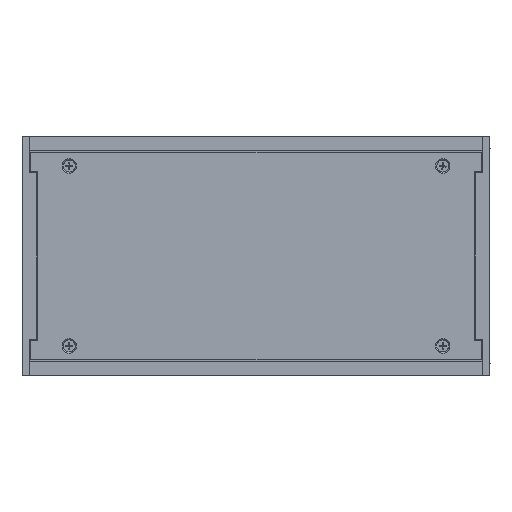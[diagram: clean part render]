
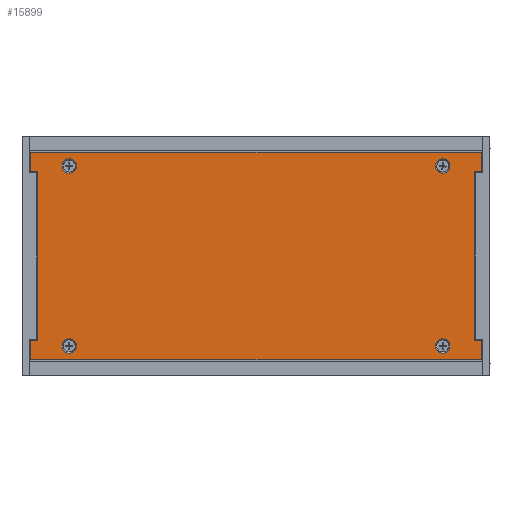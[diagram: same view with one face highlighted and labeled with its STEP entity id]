
A CAD part, left-side view. The second image highlights one B-rep face of the part: STEP entity #15899.
In plain terms, the highlighted planar face has unit normal (-1, 0, 0).
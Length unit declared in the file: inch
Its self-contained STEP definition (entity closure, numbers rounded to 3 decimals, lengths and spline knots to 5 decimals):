
#152 = CARTESIAN_POINT ( 'NONE',  ( -1.02759, -0.159, 0.27953 ) ) ;
#185 = DIRECTION ( 'NONE',  ( 0., 0., -1. ) ) ;
#457 = CARTESIAN_POINT ( 'NONE',  ( -1.02759, 0.52397, 0.52756 ) ) ;
#526 = EDGE_CURVE ( 'NONE', #13992, #13992, #24517, .T. ) ;
#759 = LINE ( 'NONE', #9119, #25288 ) ;
#788 = EDGE_CURVE ( 'NONE', #19619, #9955, #8697, .T. ) ;
#937 = VECTOR ( 'NONE', #19359, 39.37008 ) ;
#1049 = EDGE_CURVE ( 'NONE', #21997, #19619, #14576, .T. ) ;
#1085 = ORIENTED_EDGE ( 'NONE', *, *, #1567, .F. ) ;
#1183 = EDGE_CURVE ( 'NONE', #7659, #20756, #19329, .T. ) ;
#1269 = DIRECTION ( 'NONE',  ( 0., 1., 0. ) ) ;
#1379 = CARTESIAN_POINT ( 'NONE',  ( -1.02759, 7.14897, 0.39961 ) ) ;
#1487 = DIRECTION ( 'NONE',  ( 0., 0., -1. ) ) ;
#1567 = EDGE_CURVE ( 'NONE', #14381, #21997, #3376, .T. ) ;
#2033 = VECTOR ( 'NONE', #1269, 39.37008 ) ;
#2249 = DIRECTION ( 'NONE',  ( 1., 0., 0. ) ) ;
#2314 = ORIENTED_EDGE ( 'NONE', *, *, #13856, .F. ) ;
#2707 = VECTOR ( 'NONE', #11737, 39.37008 ) ;
#3040 = CARTESIAN_POINT ( 'NONE',  ( -1.02759, 7.83194, 0.62008 ) ) ;
#3308 = VERTEX_POINT ( 'NONE', #13612 ) ;
#3376 = LINE ( 'NONE', #7752, #2707 ) ;
#3388 = PLANE ( 'NONE',  #23472 ) ;
#3550 = VECTOR ( 'NONE', #19591, 39.37008 ) ;
#4013 = AXIS2_PLACEMENT_3D ( 'NONE', #457, #2249, #185 ) ;
#4146 = DIRECTION ( 'NONE',  ( 0., 0., -1. ) ) ;
#4261 = CARTESIAN_POINT ( 'NONE',  ( -1.02759, 7.83194, 0.27953 ) ) ;
#4285 = VECTOR ( 'NONE', #12471, 39.37008 ) ;
#4348 = AXIS2_PLACEMENT_3D ( 'NONE', #16413, #12164, #1487 ) ;
#4518 = VERTEX_POINT ( 'NONE', #7179 ) ;
#4677 = CARTESIAN_POINT ( 'NONE',  ( -1.02759, 7.70694, 3.62598 ) ) ;
#5080 = VECTOR ( 'NONE', #25925, 39.37008 ) ;
#5276 = CARTESIAN_POINT ( 'NONE',  ( -1.02759, 7.14897, 0.52756 ) ) ;
#5482 = CARTESIAN_POINT ( 'NONE',  ( -1.02759, -0.034, 3.62598 ) ) ;
#5582 = FACE_BOUND ( 'NONE', #21044, .T. ) ;
#5595 = DIRECTION ( 'NONE',  ( 0., 0., -1. ) ) ;
#6177 = LINE ( 'NONE', #4261, #4285 ) ;
#6489 = EDGE_CURVE ( 'NONE', #4518, #11035, #24132, .T. ) ;
#6527 = VECTOR ( 'NONE', #15343, 39.37008 ) ;
#6680 = VERTEX_POINT ( 'NONE', #24816 ) ;
#6976 = CARTESIAN_POINT ( 'NONE',  ( -1.02759, 7.83194, 3.62598 ) ) ;
#7179 = CARTESIAN_POINT ( 'NONE',  ( -1.02759, 7.83194, 3.96654 ) ) ;
#7618 = EDGE_CURVE ( 'NONE', #18592, #15307, #6177, .T. ) ;
#7659 = VERTEX_POINT ( 'NONE', #23558 ) ;
#7740 = EDGE_CURVE ( 'NONE', #22272, #18592, #8778, .T. ) ;
#7752 = CARTESIAN_POINT ( 'NONE',  ( -1.02759, -0.159, 3.62598 ) ) ;
#7753 = ORIENTED_EDGE ( 'NONE', *, *, #526, .T. ) ;
#7868 = DIRECTION ( 'NONE',  ( 0., 0., -1. ) ) ;
#8115 = EDGE_CURVE ( 'NONE', #9955, #22272, #759, .T. ) ;
#8213 = VERTEX_POINT ( 'NONE', #10289 ) ;
#8451 = EDGE_CURVE ( 'NONE', #11035, #14381, #11633, .T. ) ;
#8697 = LINE ( 'NONE', #25666, #937 ) ;
#8709 = ORIENTED_EDGE ( 'NONE', *, *, #13924, .F. ) ;
#8778 = LINE ( 'NONE', #152, #16523 ) ;
#9036 = LINE ( 'NONE', #6976, #6527 ) ;
#9119 = CARTESIAN_POINT ( 'NONE',  ( -1.02759, -0.159, 0.62008 ) ) ;
#9166 = EDGE_LOOP ( 'NONE', ( #10118 ) ) ;
#9441 = EDGE_CURVE ( 'NONE', #8213, #8213, #12648, .T. ) ;
#9955 = VERTEX_POINT ( 'NONE', #19701 ) ;
#10118 = ORIENTED_EDGE ( 'NONE', *, *, #23102, .T. ) ;
#10289 = CARTESIAN_POINT ( 'NONE',  ( -1.02759, 0.52397, 3.59055 ) ) ;
#10445 = CARTESIAN_POINT ( 'NONE',  ( -1.02759, -0.034, 0.62008 ) ) ;
#11035 = VERTEX_POINT ( 'NONE', #20852 ) ;
#11326 = ORIENTED_EDGE ( 'NONE', *, *, #23521, .T. ) ;
#11490 = FACE_OUTER_BOUND ( 'NONE', #15594, .T. ) ;
#11618 = FACE_BOUND ( 'NONE', #9166, .T. ) ;
#11633 = LINE ( 'NONE', #22023, #20011 ) ;
#11669 = CARTESIAN_POINT ( 'NONE',  ( -1.02759, 7.70694, 3.62598 ) ) ;
#11737 = DIRECTION ( 'NONE',  ( 0., 1., 0. ) ) ;
#11749 = CARTESIAN_POINT ( 'NONE',  ( -1.02759, 3.83647, 2.12303 ) ) ;
#11995 = CARTESIAN_POINT ( 'NONE',  ( -1.02759, -0.159, 3.62598 ) ) ;
#12164 = DIRECTION ( 'NONE',  ( 1., 0., 0. ) ) ;
#12176 = ORIENTED_EDGE ( 'NONE', *, *, #6489, .F. ) ;
#12313 = EDGE_LOOP ( 'NONE', ( #7753 ) ) ;
#12471 = DIRECTION ( 'NONE',  ( 0., 0., 1. ) ) ;
#12648 = CIRCLE ( 'NONE', #4348, 0.12795 ) ;
#13175 = CARTESIAN_POINT ( 'NONE',  ( -1.02759, 7.70694, 0.62008 ) ) ;
#13473 = CARTESIAN_POINT ( 'NONE',  ( -1.02759, 7.14897, 3.59055 ) ) ;
#13612 = CARTESIAN_POINT ( 'NONE',  ( -1.02759, 0.52397, 0.39961 ) ) ;
#13856 = EDGE_CURVE ( 'NONE', #15307, #7659, #22194, .T. ) ;
#13924 = EDGE_CURVE ( 'NONE', #20756, #6680, #21795, .T. ) ;
#13959 = DIRECTION ( 'NONE',  ( 1., 0., 0. ) ) ;
#13992 = VERTEX_POINT ( 'NONE', #1379 ) ;
#14381 = VERTEX_POINT ( 'NONE', #11995 ) ;
#14576 = LINE ( 'NONE', #22910, #25408 ) ;
#14950 = AXIS2_PLACEMENT_3D ( 'NONE', #21309, #17117, #25451 ) ;
#14973 = CIRCLE ( 'NONE', #4013, 0.12795 ) ;
#15096 = ORIENTED_EDGE ( 'NONE', *, *, #788, .F. ) ;
#15307 = VERTEX_POINT ( 'NONE', #18333 ) ;
#15343 = DIRECTION ( 'NONE',  ( 0., 0., 1. ) ) ;
#15594 = EDGE_LOOP ( 'NONE', ( #22653, #15096, #22969, #1085, #17128, #12176, #23066, #8709, #19875, #2314, #25981, #19406 ) ) ;
#15876 = FACE_BOUND ( 'NONE', #12313, .T. ) ;
#15899 = ADVANCED_FACE ( 'NONE', ( #24341, #15876, #11618, #5582, #11490 ), #3388, .F. ) ;
#16062 = CARTESIAN_POINT ( 'NONE',  ( -1.02759, 7.83194, 3.96654 ) ) ;
#16413 = CARTESIAN_POINT ( 'NONE',  ( -1.02759, 0.52397, 3.7185 ) ) ;
#16446 = CARTESIAN_POINT ( 'NONE',  ( -1.02759, 7.83194, 0.27953 ) ) ;
#16523 = VECTOR ( 'NONE', #21484, 39.37008 ) ;
#17117 = DIRECTION ( 'NONE',  ( 1., 0., 0. ) ) ;
#17128 = ORIENTED_EDGE ( 'NONE', *, *, #8451, .F. ) ;
#18333 = CARTESIAN_POINT ( 'NONE',  ( -1.02759, 7.83194, 0.62008 ) ) ;
#18592 = VERTEX_POINT ( 'NONE', #16446 ) ;
#18855 = EDGE_CURVE ( 'NONE', #6680, #4518, #9036, .T. ) ;
#19135 = EDGE_LOOP ( 'NONE', ( #11326 ) ) ;
#19329 = LINE ( 'NONE', #13175, #3550 ) ;
#19330 = ORIENTED_EDGE ( 'NONE', *, *, #9441, .T. ) ;
#19359 = DIRECTION ( 'NONE',  ( 0., -1., 0. ) ) ;
#19406 = ORIENTED_EDGE ( 'NONE', *, *, #7740, .F. ) ;
#19591 = DIRECTION ( 'NONE',  ( 0., 0., 1. ) ) ;
#19619 = VERTEX_POINT ( 'NONE', #10445 ) ;
#19635 = DIRECTION ( 'NONE',  ( 0., 0., -1. ) ) ;
#19701 = CARTESIAN_POINT ( 'NONE',  ( -1.02759, -0.159, 0.62008 ) ) ;
#19875 = ORIENTED_EDGE ( 'NONE', *, *, #1183, .F. ) ;
#20011 = VECTOR ( 'NONE', #5595, 39.37008 ) ;
#20756 = VERTEX_POINT ( 'NONE', #4677 ) ;
#20835 = VECTOR ( 'NONE', #22345, 39.37008 ) ;
#20852 = CARTESIAN_POINT ( 'NONE',  ( -1.02759, -0.159, 3.96654 ) ) ;
#21044 = EDGE_LOOP ( 'NONE', ( #19330 ) ) ;
#21309 = CARTESIAN_POINT ( 'NONE',  ( -1.02759, 7.14897, 3.7185 ) ) ;
#21484 = DIRECTION ( 'NONE',  ( 0., 1., 0. ) ) ;
#21745 = DIRECTION ( 'NONE',  ( 0., -1., 0. ) ) ;
#21795 = LINE ( 'NONE', #11669, #2033 ) ;
#21926 = CARTESIAN_POINT ( 'NONE',  ( -1.02759, -0.159, 0.27953 ) ) ;
#21997 = VERTEX_POINT ( 'NONE', #5482 ) ;
#22023 = CARTESIAN_POINT ( 'NONE',  ( -1.02759, -0.159, 3.96654 ) ) ;
#22194 = LINE ( 'NONE', #3040, #5080 ) ;
#22272 = VERTEX_POINT ( 'NONE', #21926 ) ;
#22345 = DIRECTION ( 'NONE',  ( 0., -1., 0. ) ) ;
#22653 = ORIENTED_EDGE ( 'NONE', *, *, #8115, .F. ) ;
#22910 = CARTESIAN_POINT ( 'NONE',  ( -1.02759, -0.034, 3.62598 ) ) ;
#22969 = ORIENTED_EDGE ( 'NONE', *, *, #1049, .F. ) ;
#23066 = ORIENTED_EDGE ( 'NONE', *, *, #18855, .F. ) ;
#23102 = EDGE_CURVE ( 'NONE', #23868, #23868, #23251, .T. ) ;
#23227 = AXIS2_PLACEMENT_3D ( 'NONE', #5276, #26641, #7868 ) ;
#23251 = CIRCLE ( 'NONE', #14950, 0.12795 ) ;
#23472 = AXIS2_PLACEMENT_3D ( 'NONE', #11749, #13959, #21745 ) ;
#23521 = EDGE_CURVE ( 'NONE', #3308, #3308, #14973, .T. ) ;
#23558 = CARTESIAN_POINT ( 'NONE',  ( -1.02759, 7.70694, 0.62008 ) ) ;
#23868 = VERTEX_POINT ( 'NONE', #13473 ) ;
#24132 = LINE ( 'NONE', #16062, #20835 ) ;
#24341 = FACE_BOUND ( 'NONE', #19135, .T. ) ;
#24517 = CIRCLE ( 'NONE', #23227, 0.12795 ) ;
#24816 = CARTESIAN_POINT ( 'NONE',  ( -1.02759, 7.83194, 3.62598 ) ) ;
#25288 = VECTOR ( 'NONE', #19635, 39.37008 ) ;
#25408 = VECTOR ( 'NONE', #4146, 39.37008 ) ;
#25451 = DIRECTION ( 'NONE',  ( 0., 0., -1. ) ) ;
#25666 = CARTESIAN_POINT ( 'NONE',  ( -1.02759, -0.034, 0.62008 ) ) ;
#25925 = DIRECTION ( 'NONE',  ( 0., -1., 0. ) ) ;
#25981 = ORIENTED_EDGE ( 'NONE', *, *, #7618, .F. ) ;
#26641 = DIRECTION ( 'NONE',  ( 1., 0., 0. ) ) ;
